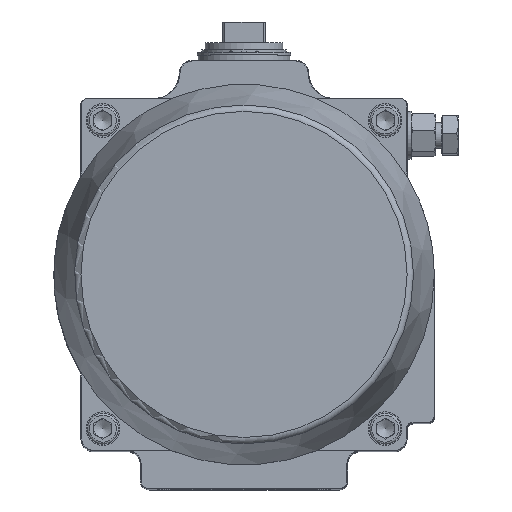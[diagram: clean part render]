
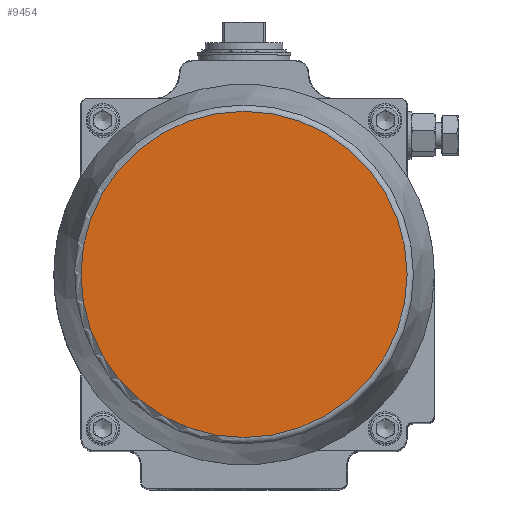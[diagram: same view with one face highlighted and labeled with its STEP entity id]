
A CAD part, top view. The second image highlights one B-rep face of the part: STEP entity #9454.
In plain terms, the highlighted face is planar.
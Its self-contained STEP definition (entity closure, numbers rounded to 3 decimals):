
#958=CIRCLE('',#10571,125.951);
#2572=ORIENTED_EDGE('',*,*,#4597,.T.);
#4597=EDGE_CURVE('',#5702,#5702,#958,.T.);
#5702=VERTEX_POINT('',#16497);
#7638=EDGE_LOOP('',(#2572));
#8496=FACE_BOUND('',#7638,.T.);
#9009=PLANE('',#10570);
#9454=ADVANCED_FACE('',(#8496),#9009,.F.);
#10570=AXIS2_PLACEMENT_3D('',#16495,#12889,#12890);
#10571=AXIS2_PLACEMENT_3D('',#16496,#12891,#12892);
#12889=DIRECTION('',(0.,-1.,0.));
#12890=DIRECTION('',(0.,0.,-1.));
#12891=DIRECTION('',(0.,1.,0.));
#12892=DIRECTION('',(0.,0.,-1.));
#16495=CARTESIAN_POINT('',(0.,106.,0.));
#16496=CARTESIAN_POINT('',(0.,106.,0.));
#16497=CARTESIAN_POINT('',(0.,106.,-125.951));
